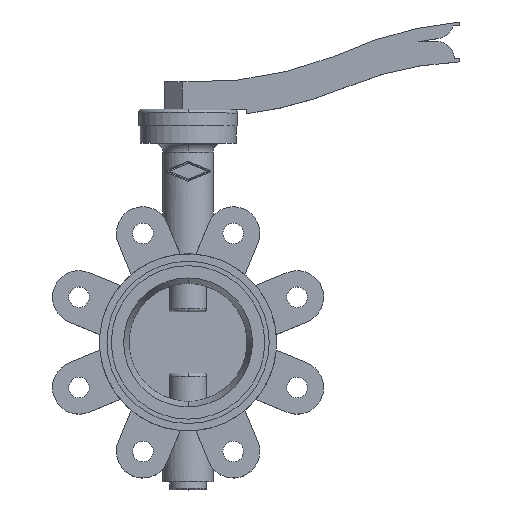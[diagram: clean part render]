
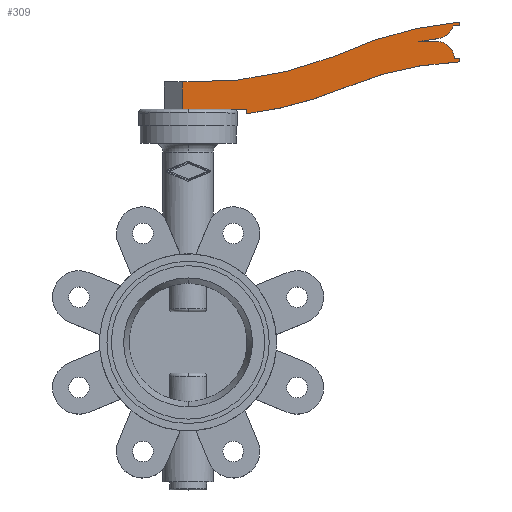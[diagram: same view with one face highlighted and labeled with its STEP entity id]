
A CAD part, top view. The second image highlights one B-rep face of the part: STEP entity #309.
In plain terms, the highlighted planar face has unit normal (0, 0, 1).
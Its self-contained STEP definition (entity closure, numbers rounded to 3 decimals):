
#309 = ADVANCED_FACE( '', ( #719 ), #720, .T. );
#719 = FACE_OUTER_BOUND( '', #1129, .T. );
#720 = PLANE( '', #1130 );
#1129 = EDGE_LOOP( '', ( #2657, #2658, #2659, #2660, #2661, #2662, #2663, #2664, #2665, #2666, #2667, #2668, #2669, #2670, #2671, #2672 ) );
#1130 = AXIS2_PLACEMENT_3D( '', #2673, #2674, #2675 );
#2657 = ORIENTED_EDGE( '', *, *, #3118, .T. );
#2658 = ORIENTED_EDGE( '', *, *, #3126, .T. );
#2659 = ORIENTED_EDGE( '', *, *, #3142, .T. );
#2660 = ORIENTED_EDGE( '', *, *, #3144, .T. );
#2661 = ORIENTED_EDGE( '', *, *, #3146, .T. );
#2662 = ORIENTED_EDGE( '', *, *, #3148, .T. );
#2663 = ORIENTED_EDGE( '', *, *, #3150, .T. );
#2664 = ORIENTED_EDGE( '', *, *, #3152, .T. );
#2665 = ORIENTED_EDGE( '', *, *, #3154, .T. );
#2666 = ORIENTED_EDGE( '', *, *, #3156, .T. );
#2667 = ORIENTED_EDGE( '', *, *, #3158, .T. );
#2668 = ORIENTED_EDGE( '', *, *, #3160, .T. );
#2669 = ORIENTED_EDGE( '', *, *, #3162, .T. );
#2670 = ORIENTED_EDGE( '', *, *, #3164, .T. );
#2671 = ORIENTED_EDGE( '', *, *, #3166, .T. );
#2672 = ORIENTED_EDGE( '', *, *, #3167, .T. );
#2673 = CARTESIAN_POINT( '', ( 0., 155., -13. ) );
#2674 = DIRECTION( '', ( 0., 0., 1. ) );
#2675 = DIRECTION( '', ( 1., 0., 0. ) );
#3118 = EDGE_CURVE( '', #3907, #3904, #3908, .T. );
#3126 = EDGE_CURVE( '', #3904, #3919, #3921, .T. );
#3142 = EDGE_CURVE( '', #3919, #3949, #3951, .T. );
#3144 = EDGE_CURVE( '', #3949, #3952, #3954, .T. );
#3146 = EDGE_CURVE( '', #3952, #3955, #3957, .T. );
#3148 = EDGE_CURVE( '', #3955, #3958, #3960, .T. );
#3150 = EDGE_CURVE( '', #3958, #3961, #3963, .T. );
#3152 = EDGE_CURVE( '', #3961, #3964, #3966, .T. );
#3154 = EDGE_CURVE( '', #3964, #3967, #3969, .T. );
#3156 = EDGE_CURVE( '', #3967, #3970, #3972, .T. );
#3158 = EDGE_CURVE( '', #3970, #3973, #3975, .T. );
#3160 = EDGE_CURVE( '', #3973, #3976, #3978, .T. );
#3162 = EDGE_CURVE( '', #3976, #3979, #3981, .T. );
#3164 = EDGE_CURVE( '', #3979, #3982, #3984, .T. );
#3166 = EDGE_CURVE( '', #3982, #3985, #3987, .T. );
#3167 = EDGE_CURVE( '', #3985, #3907, #3988, .T. );
#3904 = VERTEX_POINT( '', #5801 );
#3907 = VERTEX_POINT( '', #5805 );
#3908 = LINE( '', #5806, #5807 );
#3919 = VERTEX_POINT( '', #5824 );
#3921 = LINE( '', #5827, #5828 );
#3949 = VERTEX_POINT( '', #5864 );
#3951 = LINE( '', #5867, #5868 );
#3952 = VERTEX_POINT( '', #5869 );
#3954 = CIRCLE( '', #5872, 255. );
#3955 = VERTEX_POINT( '', #5873 );
#3957 = CIRCLE( '', #5876, 223. );
#3958 = VERTEX_POINT( '', #5877 );
#3960 = LINE( '', #5880, #5881 );
#3961 = VERTEX_POINT( '', #5882 );
#3963 = LINE( '', #5885, #5886 );
#3964 = VERTEX_POINT( '', #5887 );
#3966 = CIRCLE( '', #5890, 12.5 );
#3967 = VERTEX_POINT( '', #5891 );
#3969 = LINE( '', #5894, #5895 );
#3970 = VERTEX_POINT( '', #5896 );
#3972 = LINE( '', #5899, #5900 );
#3973 = VERTEX_POINT( '', #5901 );
#3975 = CIRCLE( '', #5904, 12.5 );
#3976 = VERTEX_POINT( '', #5905 );
#3978 = LINE( '', #5908, #5909 );
#3979 = VERTEX_POINT( '', #5910 );
#3981 = LINE( '', #5913, #5914 );
#3982 = VERTEX_POINT( '', #5915 );
#3984 = CIRCLE( '', #5918, 255. );
#3985 = VERTEX_POINT( '', #5919 );
#3987 = CIRCLE( '', #5922, 250. );
#3988 = LINE( '', #5923, #5924 );
#5801 = CARTESIAN_POINT( '', ( -4., 158., -13. ) );
#5805 = CARTESIAN_POINT( '', ( -4., 176.6, -13. ) );
#5806 = CARTESIAN_POINT( '', ( -4., 155., -13. ) );
#5807 = VECTOR( '', #6701, 1. );
#5824 = CARTESIAN_POINT( '', ( 39.8, 158., -13. ) );
#5827 = CARTESIAN_POINT( '', ( -16., 158., -13. ) );
#5828 = VECTOR( '', #6709, 1. );
#5864 = CARTESIAN_POINT( '', ( 39.8, 155., -13. ) );
#5867 = CARTESIAN_POINT( '', ( 39.8, 158., -13. ) );
#5868 = VECTOR( '', #6737, 1. );
#5869 = CARTESIAN_POINT( '', ( 107., 173., -13. ) );
#5872 = AXIS2_PLACEMENT_3D( '', #6739, #6740, #6741 );
#5873 = CARTESIAN_POINT( '', ( 184., 190.2, -13. ) );
#5876 = AXIS2_PLACEMENT_3D( '', #6743, #6744, #6745 );
#5877 = CARTESIAN_POINT( '', ( 184., 192.7, -13. ) );
#5880 = CARTESIAN_POINT( '', ( 184., 190.2, -13. ) );
#5881 = VECTOR( '', #6747, 1. );
#5882 = CARTESIAN_POINT( '', ( 180.6, 192.7, -13. ) );
#5885 = CARTESIAN_POINT( '', ( 184., 192.7, -13. ) );
#5886 = VECTOR( '', #6749, 1. );
#5887 = CARTESIAN_POINT( '', ( 168.015, 204.122, -13. ) );
#5890 = AXIS2_PLACEMENT_3D( '', #6751, #6752, #6753 );
#5891 = CARTESIAN_POINT( '', ( 156.4, 204., -13. ) );
#5894 = CARTESIAN_POINT( '', ( 168.015, 204.122, -13. ) );
#5895 = VECTOR( '', #6755, 1. );
#5896 = CARTESIAN_POINT( '', ( 169.9, 206., -13. ) );
#5899 = CARTESIAN_POINT( '', ( 156.4, 204., -13. ) );
#5900 = VECTOR( '', #6757, 1. );
#5901 = CARTESIAN_POINT( '', ( 179.7, 214.7, -13. ) );
#5904 = AXIS2_PLACEMENT_3D( '', #6759, #6760, #6761 );
#5905 = CARTESIAN_POINT( '', ( 184., 214.7, -13. ) );
#5908 = CARTESIAN_POINT( '', ( 179.7, 214.7, -13. ) );
#5909 = VECTOR( '', #6763, 1. );
#5910 = CARTESIAN_POINT( '', ( 184., 217.2, -13. ) );
#5913 = CARTESIAN_POINT( '', ( 184., 214.7, -13. ) );
#5914 = VECTOR( '', #6765, 1. );
#5915 = CARTESIAN_POINT( '', ( 99., 193.89, -13. ) );
#5918 = AXIS2_PLACEMENT_3D( '', #6767, #6768, #6769 );
#5919 = CARTESIAN_POINT( '', ( 0., 176.6, -13. ) );
#5922 = AXIS2_PLACEMENT_3D( '', #6771, #6772, #6773 );
#5923 = CARTESIAN_POINT( '', ( 0., 176.6, -13. ) );
#5924 = VECTOR( '', #6774, 1. );
#6701 = DIRECTION( '', ( 0., -1., 0. ) );
#6709 = DIRECTION( '', ( 1., 0., 0. ) );
#6737 = DIRECTION( '', ( 0., -1., 0. ) );
#6739 = CARTESIAN_POINT( '', ( 8.039, 408.014, -13. ) );
#6740 = DIRECTION( '', ( 0., 0., 1. ) );
#6741 = DIRECTION( '', ( 0.125, -0.992, 0. ) );
#6743 = CARTESIAN_POINT( '', ( 193.348, -32.604, -13. ) );
#6744 = DIRECTION( '', ( 0., 0., -1. ) );
#6745 = DIRECTION( '', ( -0.387, 0.922, 0. ) );
#6747 = DIRECTION( '', ( 0., 1., 0. ) );
#6749 = DIRECTION( '', ( -1., 0., 0. ) );
#6751 = CARTESIAN_POINT( '', ( 168.147, 191.623, -13. ) );
#6752 = DIRECTION( '', ( 0., 0., 1. ) );
#6753 = DIRECTION( '', ( 0.996, 0.086, 0. ) );
#6755 = DIRECTION( '', ( -1., -0.01, 0. ) );
#6757 = DIRECTION( '', ( 0.989, 0.147, 0. ) );
#6759 = CARTESIAN_POINT( '', ( 167.733, 218.311, -13. ) );
#6760 = DIRECTION( '', ( 0., 0., 1. ) );
#6761 = DIRECTION( '', ( 0.173, -0.985, 0. ) );
#6763 = DIRECTION( '', ( 1., 0., 0. ) );
#6765 = DIRECTION( '', ( 0., 1., 0. ) );
#6767 = CARTESIAN_POINT( '', ( 207.925, -36.675, -13. ) );
#6768 = DIRECTION( '', ( 0., 0., 1. ) );
#6769 = DIRECTION( '', ( -0.094, 0.996, 0. ) );
#6771 = CARTESIAN_POINT( '', ( 7.367, 426.491, -13. ) );
#6772 = DIRECTION( '', ( 0., 0., -1. ) );
#6773 = DIRECTION( '', ( 0.367, -0.93, 0. ) );
#6774 = DIRECTION( '', ( -1., 0., 0. ) );
